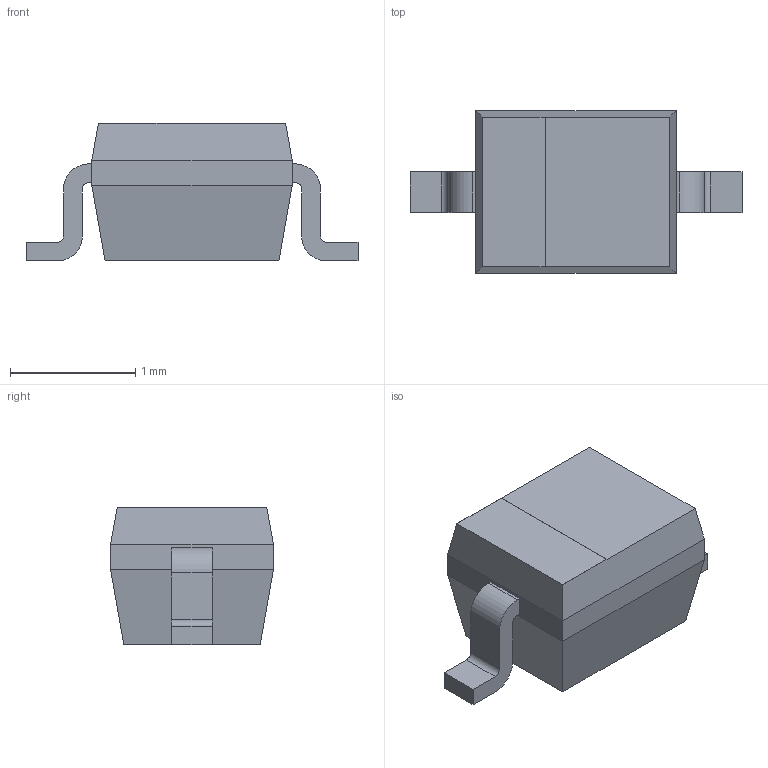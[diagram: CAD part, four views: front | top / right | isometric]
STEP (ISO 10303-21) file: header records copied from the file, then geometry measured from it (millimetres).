
FILE_DESCRIPTION (( 'STEP AP214' ), '1' );
FILE_NAME ('SOD265X130X110L32X32.STEP', '2023-11-25T05:47:47', ( '' ), ( '' ), 'SwSTEP 2.0', 'SolidWorks 2023', '' );
FILE_SCHEMA (( 'AUTOMOTIVE_DESIGN' ));
Length unit declared in the file: millimetre
Products named in the file (1): SOD265X130X110L32X32
Bounding box: 2.65 x 1.3 x 1.1 mm (x, y, z)
Volume: 2.2 mm3; surface area: 11.6 mm2
Topology: 3 solids, 3 shells, 47 faces, 111 edges, 70 vertices
Faces by surface type: plane 39, cylinder 8
Entity records: 1899 total; most frequent: CARTESIAN_POINT 277, ORIENTED_EDGE 222, DIRECTION 207, EDGE_CURVE 111, VECTOR 79, LINE 79, VERTEX_POINT 70, AXIS2_PLACEMENT_3D 64
